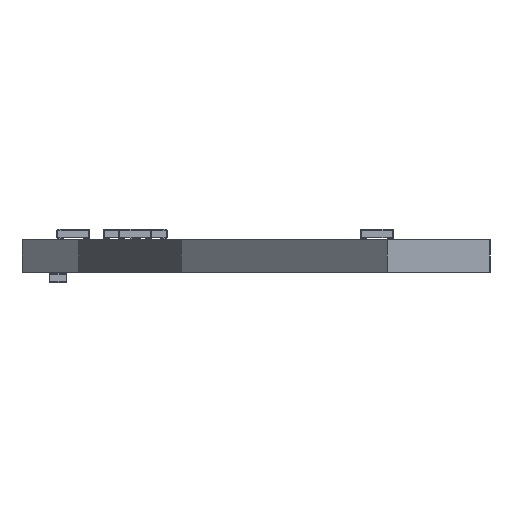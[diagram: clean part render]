
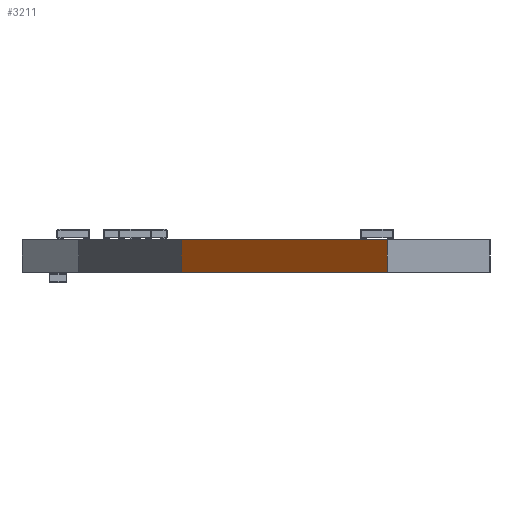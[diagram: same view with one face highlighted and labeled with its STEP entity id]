
A CAD part, left-side view. The second image highlights one B-rep face of the part: STEP entity #3211.
In plain terms, the highlighted planar face has unit normal (-0.707, 0.707, 0).
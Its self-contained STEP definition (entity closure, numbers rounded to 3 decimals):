
#2097 = PLANE('',#2098);
#2098 = AXIS2_PLACEMENT_3D('',#2099,#2100,#2101);
#2099 = CARTESIAN_POINT('',(139.25,-98.991,1.6));
#2100 = DIRECTION('',(0.,0.,-1.));
#2101 = DIRECTION('',(-1.,0.,0.));
#2125 = PLANE('',#2126);
#2126 = AXIS2_PLACEMENT_3D('',#2127,#2128,#2129);
#2127 = CARTESIAN_POINT('',(79.25,-111.75,0.));
#2128 = DIRECTION('',(-1.,0.,0.));
#2129 = DIRECTION('',(0.,1.,0.));
#2151 = PLANE('',#2152);
#2152 = AXIS2_PLACEMENT_3D('',#2153,#2154,#2155);
#2153 = CARTESIAN_POINT('',(139.25,-98.991,0.));
#2154 = DIRECTION('',(0.,0.,-1.));
#2155 = DIRECTION('',(-1.,0.,0.));
#2244 = VERTEX_POINT('',#2245);
#2245 = CARTESIAN_POINT('',(79.25,-106.75,1.6));
#2266 = EDGE_CURVE('',#2267,#2244,#2269,.T.);
#2267 = VERTEX_POINT('',#2268);
#2268 = CARTESIAN_POINT('',(79.25,-106.75,0.));
#2269 = SURFACE_CURVE('',#2270,(#2274,#2281),.PCURVE_S1.);
#2270 = LINE('',#2271,#2272);
#2271 = CARTESIAN_POINT('',(79.25,-106.75,0.));
#2272 = VECTOR('',#2273,1.);
#2273 = DIRECTION('',(0.,0.,1.));
#2274 = PCURVE('',#2125,#2275);
#2275 = DEFINITIONAL_REPRESENTATION('',(#2276),#2280);
#2276 = LINE('',#2277,#2278);
#2277 = CARTESIAN_POINT('',(5.,0.));
#2278 = VECTOR('',#2279,1.);
#2279 = DIRECTION('',(0.,-1.));
#2280 = ( GEOMETRIC_REPRESENTATION_CONTEXT(2) 
PARAMETRIC_REPRESENTATION_CONTEXT() REPRESENTATION_CONTEXT('2D SPACE',''
  ) );
#2281 = PCURVE('',#2282,#2287);
#2282 = PLANE('',#2283);
#2283 = AXIS2_PLACEMENT_3D('',#2284,#2285,#2286);
#2284 = CARTESIAN_POINT('',(79.25,-106.75,0.));
#2285 = DIRECTION('',(-0.707,0.707,0.));
#2286 = DIRECTION('',(0.707,0.707,0.));
#2287 = DEFINITIONAL_REPRESENTATION('',(#2288),#2292);
#2288 = LINE('',#2289,#2290);
#2289 = CARTESIAN_POINT('',(0.,0.));
#2290 = VECTOR('',#2291,1.);
#2291 = DIRECTION('',(0.,-1.));
#2292 = ( GEOMETRIC_REPRESENTATION_CONTEXT(2) 
PARAMETRIC_REPRESENTATION_CONTEXT() REPRESENTATION_CONTEXT('2D SPACE',''
  ) );
#2320 = EDGE_CURVE('',#2267,#2321,#2323,.T.);
#2321 = VERTEX_POINT('',#2322);
#2322 = CARTESIAN_POINT('',(89.25,-96.75,0.));
#2323 = SURFACE_CURVE('',#2324,(#2328,#2335),.PCURVE_S1.);
#2324 = LINE('',#2325,#2326);
#2325 = CARTESIAN_POINT('',(79.25,-106.75,0.));
#2326 = VECTOR('',#2327,1.);
#2327 = DIRECTION('',(0.707,0.707,0.));
#2328 = PCURVE('',#2151,#2329);
#2329 = DEFINITIONAL_REPRESENTATION('',(#2330),#2334);
#2330 = LINE('',#2331,#2332);
#2331 = CARTESIAN_POINT('',(60.,-7.759));
#2332 = VECTOR('',#2333,1.);
#2333 = DIRECTION('',(-0.707,0.707));
#2334 = ( GEOMETRIC_REPRESENTATION_CONTEXT(2) 
PARAMETRIC_REPRESENTATION_CONTEXT() REPRESENTATION_CONTEXT('2D SPACE',''
  ) );
#2335 = PCURVE('',#2282,#2336);
#2336 = DEFINITIONAL_REPRESENTATION('',(#2337),#2341);
#2337 = LINE('',#2338,#2339);
#2338 = CARTESIAN_POINT('',(0.,0.));
#2339 = VECTOR('',#2340,1.);
#2340 = DIRECTION('',(1.,0.));
#2341 = ( GEOMETRIC_REPRESENTATION_CONTEXT(2) 
PARAMETRIC_REPRESENTATION_CONTEXT() REPRESENTATION_CONTEXT('2D SPACE',''
  ) );
#2359 = PLANE('',#2360);
#2360 = AXIS2_PLACEMENT_3D('',#2361,#2362,#2363);
#2361 = CARTESIAN_POINT('',(89.25,-96.75,0.));
#2362 = DIRECTION('',(-0.414,0.91,0.));
#2363 = DIRECTION('',(0.91,0.414,0.));
#2790 = EDGE_CURVE('',#2244,#2791,#2793,.T.);
#2791 = VERTEX_POINT('',#2792);
#2792 = CARTESIAN_POINT('',(89.25,-96.75,1.6));
#2793 = SURFACE_CURVE('',#2794,(#2798,#2805),.PCURVE_S1.);
#2794 = LINE('',#2795,#2796);
#2795 = CARTESIAN_POINT('',(79.25,-106.75,1.6));
#2796 = VECTOR('',#2797,1.);
#2797 = DIRECTION('',(0.707,0.707,0.));
#2798 = PCURVE('',#2097,#2799);
#2799 = DEFINITIONAL_REPRESENTATION('',(#2800),#2804);
#2800 = LINE('',#2801,#2802);
#2801 = CARTESIAN_POINT('',(60.,-7.759));
#2802 = VECTOR('',#2803,1.);
#2803 = DIRECTION('',(-0.707,0.707));
#2804 = ( GEOMETRIC_REPRESENTATION_CONTEXT(2) 
PARAMETRIC_REPRESENTATION_CONTEXT() REPRESENTATION_CONTEXT('2D SPACE',''
  ) );
#2805 = PCURVE('',#2282,#2806);
#2806 = DEFINITIONAL_REPRESENTATION('',(#2807),#2811);
#2807 = LINE('',#2808,#2809);
#2808 = CARTESIAN_POINT('',(0.,-1.6));
#2809 = VECTOR('',#2810,1.);
#2810 = DIRECTION('',(1.,0.));
#2811 = ( GEOMETRIC_REPRESENTATION_CONTEXT(2) 
PARAMETRIC_REPRESENTATION_CONTEXT() REPRESENTATION_CONTEXT('2D SPACE',''
  ) );
#3211 = ADVANCED_FACE('',(#3212),#2282,.T.);
#3212 = FACE_BOUND('',#3213,.T.);
#3213 = EDGE_LOOP('',(#3214,#3215,#3216,#3237));
#3214 = ORIENTED_EDGE('',*,*,#2266,.T.);
#3215 = ORIENTED_EDGE('',*,*,#2790,.T.);
#3216 = ORIENTED_EDGE('',*,*,#3217,.F.);
#3217 = EDGE_CURVE('',#2321,#2791,#3218,.T.);
#3218 = SURFACE_CURVE('',#3219,(#3223,#3230),.PCURVE_S1.);
#3219 = LINE('',#3220,#3221);
#3220 = CARTESIAN_POINT('',(89.25,-96.75,0.));
#3221 = VECTOR('',#3222,1.);
#3222 = DIRECTION('',(0.,0.,1.));
#3223 = PCURVE('',#2282,#3224);
#3224 = DEFINITIONAL_REPRESENTATION('',(#3225),#3229);
#3225 = LINE('',#3226,#3227);
#3226 = CARTESIAN_POINT('',(14.142,0.));
#3227 = VECTOR('',#3228,1.);
#3228 = DIRECTION('',(0.,-1.));
#3229 = ( GEOMETRIC_REPRESENTATION_CONTEXT(2) 
PARAMETRIC_REPRESENTATION_CONTEXT() REPRESENTATION_CONTEXT('2D SPACE',''
  ) );
#3230 = PCURVE('',#2359,#3231);
#3231 = DEFINITIONAL_REPRESENTATION('',(#3232),#3236);
#3232 = LINE('',#3233,#3234);
#3233 = CARTESIAN_POINT('',(0.,0.));
#3234 = VECTOR('',#3235,1.);
#3235 = DIRECTION('',(0.,-1.));
#3236 = ( GEOMETRIC_REPRESENTATION_CONTEXT(2) 
PARAMETRIC_REPRESENTATION_CONTEXT() REPRESENTATION_CONTEXT('2D SPACE',''
  ) );
#3237 = ORIENTED_EDGE('',*,*,#2320,.F.);
